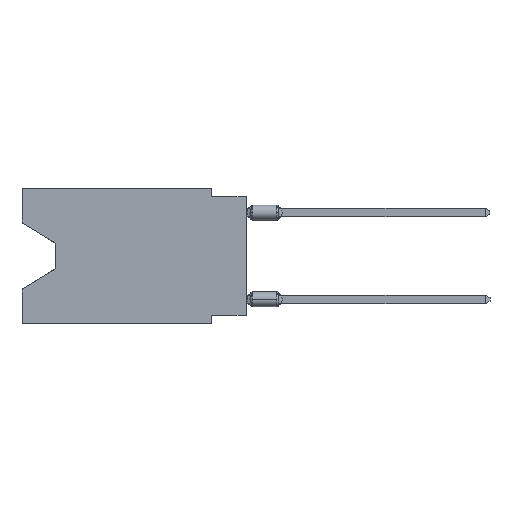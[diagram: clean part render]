
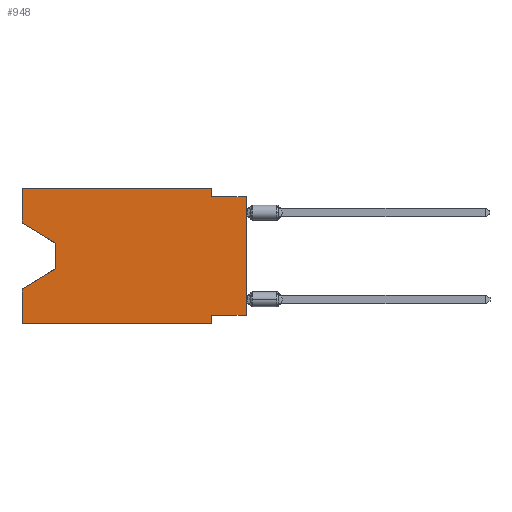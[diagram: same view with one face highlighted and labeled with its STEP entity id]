
A CAD part, left-side view. The second image highlights one B-rep face of the part: STEP entity #948.
In plain terms, the highlighted planar face has unit normal (-1, 0, 0).
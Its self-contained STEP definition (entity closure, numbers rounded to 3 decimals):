
#107 = DIRECTION ( 'NONE',  ( 1., 0., 0. ) ) ;
#154 = DIRECTION ( 'NONE',  ( 0., -0.855, -0.519 ) ) ;
#375 = CARTESIAN_POINT ( 'NONE',  ( 0., 16.383, 0. ) ) ;
#549 = DIRECTION ( 'NONE',  ( 0., 0., 1. ) ) ;
#611 = ORIENTED_EDGE ( 'NONE', *, *, #10311, .T. ) ;
#637 = VERTEX_POINT ( 'NONE', #8875 ) ;
#646 = CARTESIAN_POINT ( 'NONE',  ( 0., 2.54, -0.635 ) ) ;
#697 = EDGE_CURVE ( 'NONE', #7205, #4500, #11276, .T. ) ;
#713 = VECTOR ( 'NONE', #6142, 1000. ) ;
#741 = LINE ( 'NONE', #8761, #9124 ) ;
#811 = ORIENTED_EDGE ( 'NONE', *, *, #2070, .T. ) ;
#948 = ADVANCED_FACE ( 'NONE', ( #1096 ), #2799, .F. ) ;
#1044 = VERTEX_POINT ( 'NONE', #1952 ) ;
#1096 = FACE_OUTER_BOUND ( 'NONE', #11077, .T. ) ;
#1244 = VERTEX_POINT ( 'NONE', #6711 ) ;
#1352 = EDGE_CURVE ( 'NONE', #5957, #10787, #5802, .T. ) ;
#1581 = EDGE_CURVE ( 'NONE', #7205, #637, #2200, .T. ) ;
#1686 = CARTESIAN_POINT ( 'NONE',  ( 0., 16.383, 0. ) ) ;
#1729 = VERTEX_POINT ( 'NONE', #4484 ) ;
#1731 = EDGE_CURVE ( 'NONE', #1044, #5180, #8419, .T. ) ;
#1862 = CARTESIAN_POINT ( 'NONE',  ( 0., 16.383, -2.546 ) ) ;
#1952 = CARTESIAN_POINT ( 'NONE',  ( 0., 0., -9.271 ) ) ;
#2012 = CARTESIAN_POINT ( 'NONE',  ( 0., 16.383, 0. ) ) ;
#2070 = EDGE_CURVE ( 'NONE', #1244, #1729, #3364, .T. ) ;
#2200 = LINE ( 'NONE', #4353, #10445 ) ;
#2206 = VECTOR ( 'NONE', #12174, 1000. ) ;
#2240 = EDGE_CURVE ( 'NONE', #5180, #1729, #7871, .T. ) ;
#2582 = CARTESIAN_POINT ( 'NONE',  ( 0., 0., -0.635 ) ) ;
#2666 = AXIS2_PLACEMENT_3D ( 'NONE', #2012, #107, #11922 ) ;
#2799 = PLANE ( 'NONE',  #2666 ) ;
#2986 = DIRECTION ( 'NONE',  ( 0., 0.855, -0.519 ) ) ;
#3364 = LINE ( 'NONE', #5456, #6223 ) ;
#3619 = DIRECTION ( 'NONE',  ( 0., -1., 0. ) ) ;
#3811 = VECTOR ( 'NONE', #12848, 1000. ) ;
#4012 = DIRECTION ( 'NONE',  ( 0., 0., 1. ) ) ;
#4136 = VECTOR ( 'NONE', #4012, 1000. ) ;
#4353 = CARTESIAN_POINT ( 'NONE',  ( 0., 16.383, -2.546 ) ) ;
#4484 = CARTESIAN_POINT ( 'NONE',  ( 0., 2.54, -9.906 ) ) ;
#4500 = VERTEX_POINT ( 'NONE', #12246 ) ;
#4553 = LINE ( 'NONE', #2582, #10504 ) ;
#4696 = EDGE_CURVE ( 'NONE', #7577, #9177, #4553, .T. ) ;
#5011 = ORIENTED_EDGE ( 'NONE', *, *, #1731, .F. ) ;
#5156 = CARTESIAN_POINT ( 'NONE',  ( 0., 2.54, 0. ) ) ;
#5180 = VERTEX_POINT ( 'NONE', #11485 ) ;
#5407 = CARTESIAN_POINT ( 'NONE',  ( 0., 0., -0.635 ) ) ;
#5456 = CARTESIAN_POINT ( 'NONE',  ( 0., 16.383, -9.906 ) ) ;
#5513 = VECTOR ( 'NONE', #5687, 1000. ) ;
#5687 = DIRECTION ( 'NONE',  ( 0., -1., 0. ) ) ;
#5783 = VECTOR ( 'NONE', #9066, 1000. ) ;
#5802 = LINE ( 'NONE', #11835, #6650 ) ;
#5957 = VERTEX_POINT ( 'NONE', #12878 ) ;
#6142 = DIRECTION ( 'NONE',  ( 0., 0., 1. ) ) ;
#6164 = CARTESIAN_POINT ( 'NONE',  ( 0., 2.54, 0. ) ) ;
#6223 = VECTOR ( 'NONE', #9213, 1000. ) ;
#6298 = ORIENTED_EDGE ( 'NONE', *, *, #1581, .T. ) ;
#6503 = CARTESIAN_POINT ( 'NONE',  ( 0., 0., -9.271 ) ) ;
#6650 = VECTOR ( 'NONE', #2986, 1000. ) ;
#6711 = CARTESIAN_POINT ( 'NONE',  ( 0., 16.383, -9.906 ) ) ;
#6732 = ORIENTED_EDGE ( 'NONE', *, *, #1352, .T. ) ;
#6842 = EDGE_CURVE ( 'NONE', #637, #5957, #8141, .T. ) ;
#6900 = ORIENTED_EDGE ( 'NONE', *, *, #6842, .T. ) ;
#7170 = ORIENTED_EDGE ( 'NONE', *, *, #10270, .F. ) ;
#7204 = ORIENTED_EDGE ( 'NONE', *, *, #10057, .F. ) ;
#7205 = VERTEX_POINT ( 'NONE', #1862 ) ;
#7301 = ORIENTED_EDGE ( 'NONE', *, *, #697, .F. ) ;
#7577 = VERTEX_POINT ( 'NONE', #646 ) ;
#7871 = LINE ( 'NONE', #8152, #5783 ) ;
#7918 = VECTOR ( 'NONE', #10518, 1000. ) ;
#8141 = LINE ( 'NONE', #8923, #3811 ) ;
#8152 = CARTESIAN_POINT ( 'NONE',  ( 0., 2.54, -9.906 ) ) ;
#8182 = LINE ( 'NONE', #9163, #713 ) ;
#8395 = ORIENTED_EDGE ( 'NONE', *, *, #11417, .F. ) ;
#8419 = LINE ( 'NONE', #6503, #7918 ) ;
#8761 = CARTESIAN_POINT ( 'NONE',  ( 0., 16.383, 0. ) ) ;
#8875 = CARTESIAN_POINT ( 'NONE',  ( 0., 13.97, -4.013 ) ) ;
#8923 = CARTESIAN_POINT ( 'NONE',  ( 0., 13.97, -4.013 ) ) ;
#9066 = DIRECTION ( 'NONE',  ( 0., 0., -1. ) ) ;
#9124 = VECTOR ( 'NONE', #549, 1000. ) ;
#9163 = CARTESIAN_POINT ( 'NONE',  ( 0., 0., 0. ) ) ;
#9177 = VERTEX_POINT ( 'NONE', #5407 ) ;
#9213 = DIRECTION ( 'NONE',  ( 0., -1., 0. ) ) ;
#9522 = CARTESIAN_POINT ( 'NONE',  ( 0., 16.383, -7.36 ) ) ;
#9857 = ORIENTED_EDGE ( 'NONE', *, *, #2240, .F. ) ;
#10057 = EDGE_CURVE ( 'NONE', #1244, #10787, #741, .T. ) ;
#10213 = LINE ( 'NONE', #5156, #2206 ) ;
#10270 = EDGE_CURVE ( 'NONE', #11820, #7577, #10213, .T. ) ;
#10311 = EDGE_CURVE ( 'NONE', #1044, #9177, #8182, .T. ) ;
#10445 = VECTOR ( 'NONE', #154, 1000. ) ;
#10504 = VECTOR ( 'NONE', #3619, 1000. ) ;
#10518 = DIRECTION ( 'NONE',  ( 0., 1., 0. ) ) ;
#10787 = VERTEX_POINT ( 'NONE', #9522 ) ;
#11077 = EDGE_LOOP ( 'NONE', ( #6298, #6900, #6732, #7204, #811, #9857, #5011, #611, #11331, #7170, #8395, #7301 ) ) ;
#11276 = LINE ( 'NONE', #375, #4136 ) ;
#11331 = ORIENTED_EDGE ( 'NONE', *, *, #4696, .F. ) ;
#11417 = EDGE_CURVE ( 'NONE', #4500, #11820, #12637, .T. ) ;
#11485 = CARTESIAN_POINT ( 'NONE',  ( 0., 2.54, -9.271 ) ) ;
#11820 = VERTEX_POINT ( 'NONE', #6164 ) ;
#11835 = CARTESIAN_POINT ( 'NONE',  ( 0., 13.97, -5.893 ) ) ;
#11922 = DIRECTION ( 'NONE',  ( 0., 0., -1. ) ) ;
#12174 = DIRECTION ( 'NONE',  ( 0., 0., -1. ) ) ;
#12246 = CARTESIAN_POINT ( 'NONE',  ( 0., 16.383, 0. ) ) ;
#12637 = LINE ( 'NONE', #1686, #5513 ) ;
#12848 = DIRECTION ( 'NONE',  ( 0., 0., -1. ) ) ;
#12878 = CARTESIAN_POINT ( 'NONE',  ( 0., 13.97, -5.893 ) ) ;
